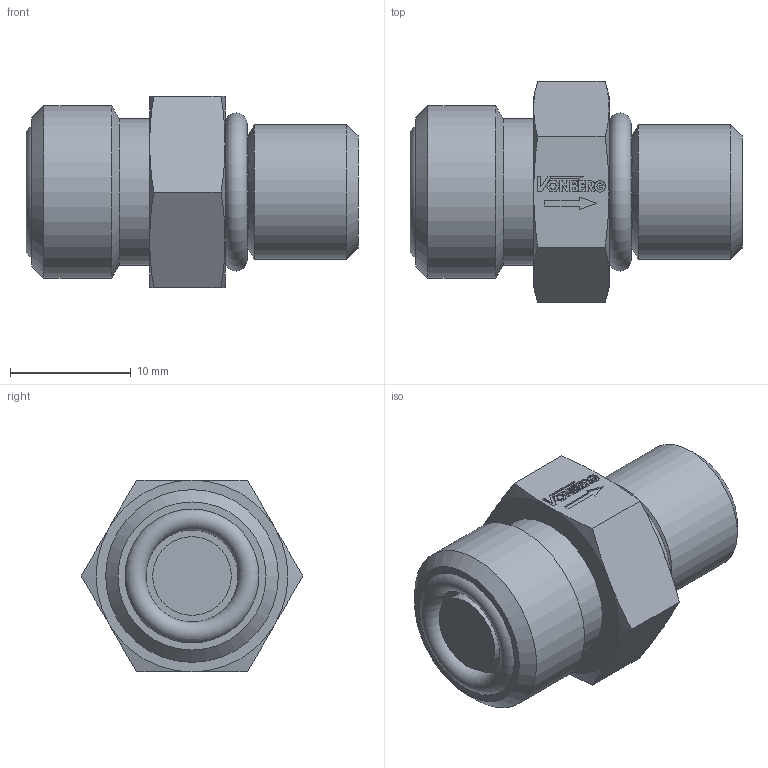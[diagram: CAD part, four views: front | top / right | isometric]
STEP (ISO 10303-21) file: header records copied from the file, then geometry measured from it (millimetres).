
FILE_DESCRIPTION((''),'2;1');
FILE_NAME('1904J.stp','2015-01-02T10:48:17',('jml'),(''),'Autodesk Inventor 2010','Autodesk Inventor 2010','');
FILE_SCHEMA(('AUTOMOTIVE_DESIGN { 1 0 10303 214 1 1 1 1 }'));
Length unit declared in the file: inch
Products named in the file (4): 1904J; 221172; 011 O-RING; 904 O-RING
Assembly tree (3 placements, depth 2):
  1904J
    221172
    011 O-RING
    904 O-RING
Bounding box: 27.46 x 18.33 x 15.88 mm (x, y, z)
Volume: 3840.4 mm3; surface area: 2073.4 mm2
Topology: 3 solids, 3 shells, 134 faces, 325 edges, 210 vertices
Faces by surface type: plane 95, cylinder 21, cone 16, torus 2
Full cylindrical faces by diameter (mm): 0.522 x1, 6.502 x1, 9.296 x1, 11.074 x1, 11.1 x1, 12.141 x1, 14.275 x1
Entity records: 3949 total; most frequent: CARTESIAN_POINT 713, DIRECTION 632, ORIENTED_EDGE 628, EDGE_CURVE 314, VECTOR 230, LINE 230, VERTEX_POINT 210, AXIS2_PLACEMENT_3D 201
